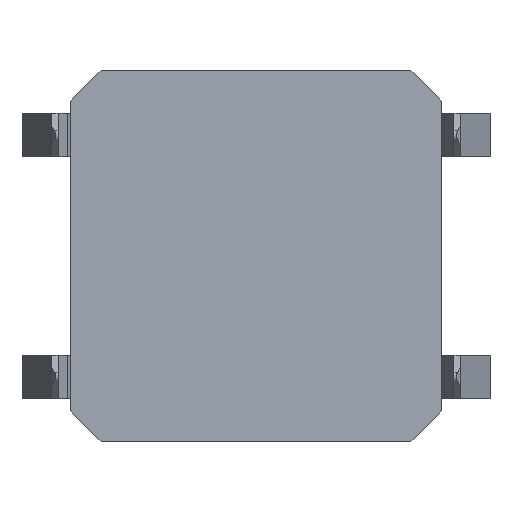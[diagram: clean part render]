
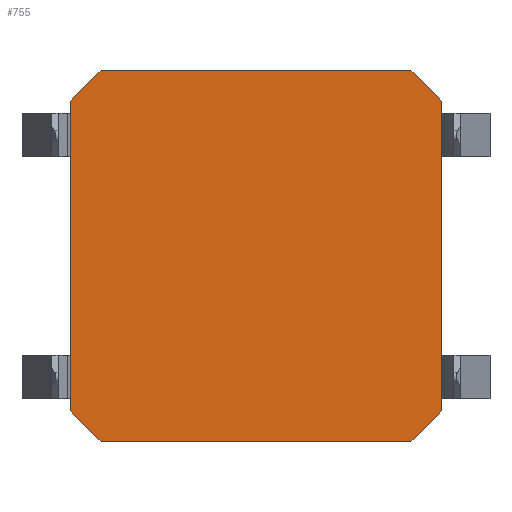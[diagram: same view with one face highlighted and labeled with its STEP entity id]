
A CAD part, front view. The second image highlights one B-rep face of the part: STEP entity #755.
In plain terms, the highlighted planar face has unit normal (0, -1, 0).
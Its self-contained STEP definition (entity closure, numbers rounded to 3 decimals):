
#83 = DIRECTION ( 'NONE',  ( 0.707, 0., 0.707 ) ) ;
#108 = CARTESIAN_POINT ( 'NONE',  ( 2.755, 0., 2.755 ) ) ;
#142 = EDGE_CURVE ( 'NONE', #908, #610, #1127, .T. ) ;
#296 = EDGE_CURVE ( 'NONE', #908, #2284, #709, .T. ) ;
#297 = CARTESIAN_POINT ( 'NONE',  ( 3.005, 0., -2.505 ) ) ;
#355 = LINE ( 'NONE', #108, #1804 ) ;
#420 = ORIENTED_EDGE ( 'NONE', *, *, #142, .F. ) ;
#439 = CARTESIAN_POINT ( 'NONE',  ( 2.505, 0., -3.005 ) ) ;
#563 = CARTESIAN_POINT ( 'NONE',  ( -2.505, 0., 3.005 ) ) ;
#573 = VECTOR ( 'NONE', #941, 1000. ) ;
#610 = VERTEX_POINT ( 'NONE', #1884 ) ;
#612 = CARTESIAN_POINT ( 'NONE',  ( 0., 0., 0. ) ) ;
#652 = CARTESIAN_POINT ( 'NONE',  ( 3.005, 0., 2.505 ) ) ;
#700 = VERTEX_POINT ( 'NONE', #439 ) ;
#709 = LINE ( 'NONE', #2494, #1096 ) ;
#755 = ADVANCED_FACE ( 'NONE', ( #1379 ), #2886, .T. ) ;
#775 = EDGE_CURVE ( 'NONE', #2173, #2900, #2524, .T. ) ;
#872 = CARTESIAN_POINT ( 'NONE',  ( -3.005, 0., 2.505 ) ) ;
#908 = VERTEX_POINT ( 'NONE', #563 ) ;
#912 = EDGE_CURVE ( 'NONE', #700, #1425, #2818, .T. ) ;
#941 = DIRECTION ( 'NONE',  ( 1., 0., 0. ) ) ;
#989 = DIRECTION ( 'NONE',  ( -0.707, 0., -0.707 ) ) ;
#1009 = EDGE_CURVE ( 'NONE', #1464, #1425, #2039, .T. ) ;
#1096 = VECTOR ( 'NONE', #989, 1000. ) ;
#1127 = LINE ( 'NONE', #2918, #573 ) ;
#1379 = FACE_OUTER_BOUND ( 'NONE', #2464, .T. ) ;
#1425 = VERTEX_POINT ( 'NONE', #297 ) ;
#1432 = ORIENTED_EDGE ( 'NONE', *, *, #296, .T. ) ;
#1458 = CARTESIAN_POINT ( 'NONE',  ( -2.755, 0., -2.755 ) ) ;
#1462 = EDGE_CURVE ( 'NONE', #700, #2900, #1785, .T. ) ;
#1464 = VERTEX_POINT ( 'NONE', #652 ) ;
#1531 = ORIENTED_EDGE ( 'NONE', *, *, #1933, .F. ) ;
#1678 = CARTESIAN_POINT ( 'NONE',  ( -3.005, 0., 3.005 ) ) ;
#1785 = LINE ( 'NONE', #2118, #2636 ) ;
#1804 = VECTOR ( 'NONE', #2483, 1000. ) ;
#1884 = CARTESIAN_POINT ( 'NONE',  ( 2.505, 0., 3.005 ) ) ;
#1933 = EDGE_CURVE ( 'NONE', #2173, #2284, #2954, .T. ) ;
#1940 = ORIENTED_EDGE ( 'NONE', *, *, #1462, .F. ) ;
#2039 = LINE ( 'NONE', #2057, #3208 ) ;
#2057 = CARTESIAN_POINT ( 'NONE',  ( 3.005, 0., 3.005 ) ) ;
#2103 = VECTOR ( 'NONE', #2669, 1000. ) ;
#2118 = CARTESIAN_POINT ( 'NONE',  ( -3.005, 0., -3.005 ) ) ;
#2173 = VERTEX_POINT ( 'NONE', #2373 ) ;
#2284 = VERTEX_POINT ( 'NONE', #872 ) ;
#2373 = CARTESIAN_POINT ( 'NONE',  ( -3.005, 0., -2.505 ) ) ;
#2385 = ORIENTED_EDGE ( 'NONE', *, *, #775, .T. ) ;
#2391 = DIRECTION ( 'NONE',  ( 0., -1., 0. ) ) ;
#2450 = ORIENTED_EDGE ( 'NONE', *, *, #912, .T. ) ;
#2464 = EDGE_LOOP ( 'NONE', ( #1940, #2450, #2851, #3226, #420, #1432, #1531, #2385 ) ) ;
#2483 = DIRECTION ( 'NONE',  ( -0.707, 0., 0.707 ) ) ;
#2494 = CARTESIAN_POINT ( 'NONE',  ( -2.755, 0., 2.755 ) ) ;
#2524 = LINE ( 'NONE', #1458, #3093 ) ;
#2562 = CARTESIAN_POINT ( 'NONE',  ( 2.755, 0., -2.755 ) ) ;
#2577 = DIRECTION ( 'NONE',  ( 0., 0., -1. ) ) ;
#2632 = VECTOR ( 'NONE', #83, 1000. ) ;
#2636 = VECTOR ( 'NONE', #2927, 1000. ) ;
#2669 = DIRECTION ( 'NONE',  ( 0., 0., 1. ) ) ;
#2766 = CARTESIAN_POINT ( 'NONE',  ( -2.505, 0., -3.005 ) ) ;
#2818 = LINE ( 'NONE', #2562, #2632 ) ;
#2851 = ORIENTED_EDGE ( 'NONE', *, *, #1009, .F. ) ;
#2886 = PLANE ( 'NONE',  #2890 ) ;
#2890 = AXIS2_PLACEMENT_3D ( 'NONE', #612, #2391, #3190 ) ;
#2900 = VERTEX_POINT ( 'NONE', #2766 ) ;
#2918 = CARTESIAN_POINT ( 'NONE',  ( -3.005, 0., 3.005 ) ) ;
#2927 = DIRECTION ( 'NONE',  ( -1., 0., 0. ) ) ;
#2954 = LINE ( 'NONE', #1678, #2103 ) ;
#3093 = VECTOR ( 'NONE', #3223, 1000. ) ;
#3190 = DIRECTION ( 'NONE',  ( 0., 0., -1. ) ) ;
#3191 = EDGE_CURVE ( 'NONE', #1464, #610, #355, .T. ) ;
#3208 = VECTOR ( 'NONE', #2577, 1000. ) ;
#3223 = DIRECTION ( 'NONE',  ( 0.707, 0., -0.707 ) ) ;
#3226 = ORIENTED_EDGE ( 'NONE', *, *, #3191, .T. ) ;
